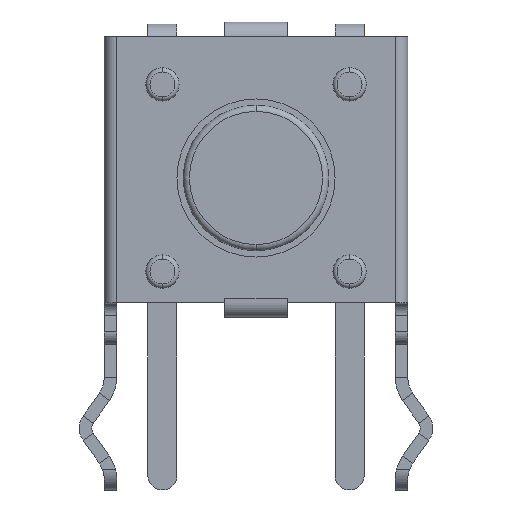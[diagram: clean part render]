
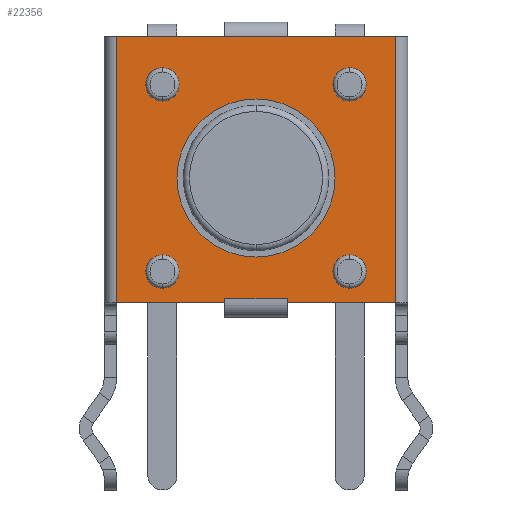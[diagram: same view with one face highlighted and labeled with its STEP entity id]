
A CAD part, front view. The second image highlights one B-rep face of the part: STEP entity #22356.
In plain terms, the highlighted planar face has unit normal (0, -1, 0).
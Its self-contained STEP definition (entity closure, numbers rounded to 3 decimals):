
#10 = VERTEX_POINT ( 'NONE', #13438 ) ;
#105 = VECTOR ( 'NONE', #9126, 1000. ) ;
#157 = VERTEX_POINT ( 'NONE', #7264 ) ;
#471 = CARTESIAN_POINT ( 'NONE',  ( 0., -2.25, 5.9 ) ) ;
#557 = VECTOR ( 'NONE', #8273, 1000. ) ;
#560 = CARTESIAN_POINT ( 'NONE',  ( -3.65, -2.25, 1. ) ) ;
#576 = CARTESIAN_POINT ( 'NONE',  ( 3.35, -2.25, 0. ) ) ;
#869 = ORIENTED_EDGE ( 'NONE', *, *, #18392, .T. ) ;
#1396 = VECTOR ( 'NONE', #12262, 1000. ) ;
#1419 = CARTESIAN_POINT ( 'NONE',  ( 0., -2.25, 4. ) ) ;
#1786 = DIRECTION ( 'NONE',  ( 0., 0., -1. ) ) ;
#1931 = EDGE_LOOP ( 'NONE', ( #10022, #4635 ) ) ;
#2155 = CARTESIAN_POINT ( 'NONE',  ( -0.75, -2.25, 1.033 ) ) ;
#2229 = CARTESIAN_POINT ( 'NONE',  ( -3.35, -2.25, 1. ) ) ;
#2278 = CARTESIAN_POINT ( 'NONE',  ( 0., -2.25, 4. ) ) ;
#2554 = CARTESIAN_POINT ( 'NONE',  ( -3.35, -2.25, 0. ) ) ;
#3030 = EDGE_CURVE ( 'NONE', #157, #10, #17471, .T. ) ;
#3080 = AXIS2_PLACEMENT_3D ( 'NONE', #19903, #22145, #23654 ) ;
#3265 = CARTESIAN_POINT ( 'NONE',  ( 0.75, -2.25, 1.046 ) ) ;
#3290 = EDGE_CURVE ( 'NONE', #9420, #13753, #16881, .T. ) ;
#3654 = EDGE_CURVE ( 'NONE', #13212, #14560, #21288, .T. ) ;
#3676 = DIRECTION ( 'NONE',  ( -1., 0., 0. ) ) ;
#3805 = VERTEX_POINT ( 'NONE', #13838 ) ;
#4208 = ORIENTED_EDGE ( 'NONE', *, *, #3654, .T. ) ;
#4635 = ORIENTED_EDGE ( 'NONE', *, *, #20299, .F. ) ;
#5073 = CARTESIAN_POINT ( 'NONE',  ( -3.65, -2.25, 1. ) ) ;
#5497 = CIRCLE ( 'NONE', #13528, 1.9 ) ;
#5695 = CARTESIAN_POINT ( 'NONE',  ( 0., -2.25, 1.099 ) ) ;
#5974 = ORIENTED_EDGE ( 'NONE', *, *, #3290, .T. ) ;
#6238 = CIRCLE ( 'NONE', #9465, 1.9 ) ;
#6758 = LINE ( 'NONE', #576, #557 ) ;
#6948 = LINE ( 'NONE', #5073, #105 ) ;
#7264 = CARTESIAN_POINT ( 'NONE',  ( 0.75, -2.25, 1. ) ) ;
#7343 = ORIENTED_EDGE ( 'NONE', *, *, #9002, .F. ) ;
#7793 = EDGE_CURVE ( 'NONE', #157, #22263, #12377, .T. ) ;
#8017 = EDGE_LOOP ( 'NONE', ( #7343, #23359, #8908, #9472, #4208, #15660, #869, #5974 ) ) ;
#8273 = DIRECTION ( 'NONE',  ( 0., 0., 1. ) ) ;
#8908 = ORIENTED_EDGE ( 'NONE', *, *, #7793, .T. ) ;
#9002 = EDGE_CURVE ( 'NONE', #10, #13753, #18930, .T. ) ;
#9126 = DIRECTION ( 'NONE',  ( 1., 0., 0. ) ) ;
#9420 = VERTEX_POINT ( 'NONE', #17249 ) ;
#9465 = AXIS2_PLACEMENT_3D ( 'NONE', #2278, #21434, #11966 ) ;
#9472 = ORIENTED_EDGE ( 'NONE', *, *, #20837, .T. ) ;
#10022 = ORIENTED_EDGE ( 'NONE', *, *, #22228, .F. ) ;
#11585 = PLANE ( 'NONE',  #3080 ) ;
#11966 = DIRECTION ( 'NONE',  ( 0., 0., -1. ) ) ;
#12251 = DIRECTION ( 'NONE',  ( 0., 0., -1. ) ) ;
#12262 = DIRECTION ( 'NONE',  ( 1., 0., 0. ) ) ;
#12377 = LINE ( 'NONE', #560, #1396 ) ;
#12815 = CARTESIAN_POINT ( 'NONE',  ( 0.75, -2.25, 1. ) ) ;
#13121 = DIRECTION ( 'NONE',  ( -1., 0., 0. ) ) ;
#13212 = VERTEX_POINT ( 'NONE', #17085 ) ;
#13425 = EDGE_CURVE ( 'NONE', #14560, #21805, #21820, .T. ) ;
#13438 = CARTESIAN_POINT ( 'NONE',  ( 0.75, -2.25, 1.099 ) ) ;
#13528 = AXIS2_PLACEMENT_3D ( 'NONE', #1419, #22562, #1786 ) ;
#13753 = VERTEX_POINT ( 'NONE', #14104 ) ;
#13838 = CARTESIAN_POINT ( 'NONE',  ( 0., -2.25, 2.1 ) ) ;
#13966 = FACE_OUTER_BOUND ( 'NONE', #8017, .T. ) ;
#14104 = CARTESIAN_POINT ( 'NONE',  ( -0.75, -2.25, 1.099 ) ) ;
#14560 = VERTEX_POINT ( 'NONE', #24526 ) ;
#15184 = CARTESIAN_POINT ( 'NONE',  ( -0.75, -2.25, 1.066 ) ) ;
#15660 = ORIENTED_EDGE ( 'NONE', *, *, #13425, .T. ) ;
#16490 = CARTESIAN_POINT ( 'NONE',  ( 0.75, -2.25, 1.066 ) ) ;
#16831 = VERTEX_POINT ( 'NONE', #471 ) ;
#16881 = B_SPLINE_CURVE_WITH_KNOTS ( 'NONE', 3,
 ( #18953, #2155, #15184, #21313 ),
 .UNSPECIFIED., .F., .F.,
 ( 4, 4 ),
 ( 0., 1. ),
 .UNSPECIFIED. ) ;
#17085 = CARTESIAN_POINT ( 'NONE',  ( 3.35, -2.25, 7.4 ) ) ;
#17249 = CARTESIAN_POINT ( 'NONE',  ( -0.75, -2.25, 1. ) ) ;
#17471 = B_SPLINE_CURVE_WITH_KNOTS ( 'NONE', 3,
 ( #12815, #3265, #16490, #24128 ),
 .UNSPECIFIED., .F., .F.,
 ( 4, 4 ),
 ( 0., 1. ),
 .UNSPECIFIED. ) ;
#18392 = EDGE_CURVE ( 'NONE', #21805, #9420, #6948, .T. ) ;
#18921 = CARTESIAN_POINT ( 'NONE',  ( -3.65, -2.25, 7.4 ) ) ;
#18930 = LINE ( 'NONE', #5695, #23498 ) ;
#18953 = CARTESIAN_POINT ( 'NONE',  ( -0.75, -2.25, 1. ) ) ;
#19903 = CARTESIAN_POINT ( 'NONE',  ( 0., -2.25, 0. ) ) ;
#20299 = EDGE_CURVE ( 'NONE', #16831, #3805, #6238, .T. ) ;
#20837 = EDGE_CURVE ( 'NONE', #22263, #13212, #6758, .T. ) ;
#21288 = LINE ( 'NONE', #18921, #21403 ) ;
#21313 = CARTESIAN_POINT ( 'NONE',  ( -0.75, -2.25, 1.099 ) ) ;
#21403 = VECTOR ( 'NONE', #3676, 1000. ) ;
#21434 = DIRECTION ( 'NONE',  ( 0., -1., 0. ) ) ;
#21805 = VERTEX_POINT ( 'NONE', #2229 ) ;
#21820 = LINE ( 'NONE', #2554, #23224 ) ;
#22145 = DIRECTION ( 'NONE',  ( 0., 1., 0. ) ) ;
#22228 = EDGE_CURVE ( 'NONE', #3805, #16831, #5497, .T. ) ;
#22263 = VERTEX_POINT ( 'NONE', #22684 ) ;
#22356 = ADVANCED_FACE ( 'NONE', ( #23543, #13966 ), #11585, .F. ) ;
#22562 = DIRECTION ( 'NONE',  ( 0., -1., 0. ) ) ;
#22684 = CARTESIAN_POINT ( 'NONE',  ( 3.35, -2.25, 1. ) ) ;
#23224 = VECTOR ( 'NONE', #12251, 1000. ) ;
#23359 = ORIENTED_EDGE ( 'NONE', *, *, #3030, .F. ) ;
#23498 = VECTOR ( 'NONE', #13121, 1000. ) ;
#23543 = FACE_BOUND ( 'NONE', #1931, .T. ) ;
#23654 = DIRECTION ( 'NONE',  ( 0., 0., 1. ) ) ;
#24128 = CARTESIAN_POINT ( 'NONE',  ( 0.75, -2.25, 1.099 ) ) ;
#24526 = CARTESIAN_POINT ( 'NONE',  ( -3.35, -2.25, 7.4 ) ) ;
